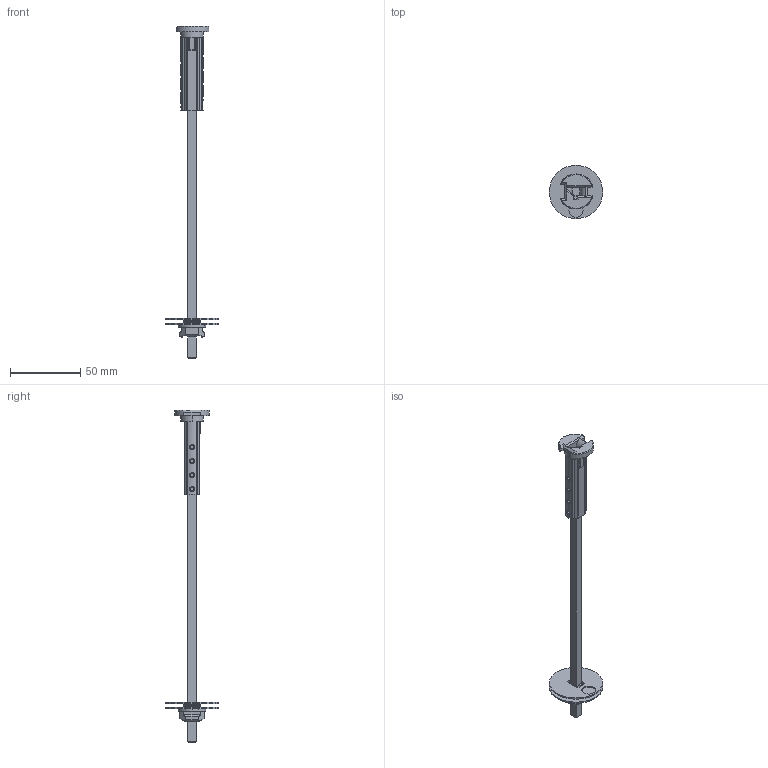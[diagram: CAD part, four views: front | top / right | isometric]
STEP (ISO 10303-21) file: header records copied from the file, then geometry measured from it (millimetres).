
FILE_DESCRIPTION((''),'2;1');
FILE_NAME('VZ17_ASM','2018-01-02T',('SESA468396'),('Schneider-Electric'),'PRO/ENGINEER BY PARAMETRIC TECHNOLOGY CORPORATION, 2015440','PRO/ENGINEER BY PARAMETRIC TECHNOLOGY CORPORATION, 2015440','');
FILE_SCHEMA(('CONFIG_CONTROL_DESIGN'));
Length unit declared in the file: millimetre
Products named in the file (6): W120146854111; 201354701; W420151590111; W420143480111; W420139150111; VZ17_ASM
Assembly tree (5 placements, depth 2):
  VZ17_ASM
    W120146854111
    201354701
    W420151590111
    W420143480111
    W420139150111
Bounding box: 38 x 38 x 237 mm (x, y, z)
Volume: 19143.3 mm3; surface area: 16956.9 mm2
Topology: 5 solids, 5 shells, 296 faces, 756 edges, 473 vertices
Faces by surface type: plane 174, cylinder 82, bspline 20, torus 20
Entity records: 10792 total; most frequent: CARTESIAN_POINT 3588, ORIENTED_EDGE 1512, DIRECTION 1386, EDGE_CURVE 756, VECTOR 514, LINE 514, VERTEX_POINT 473, AXIS2_PLACEMENT_3D 436
